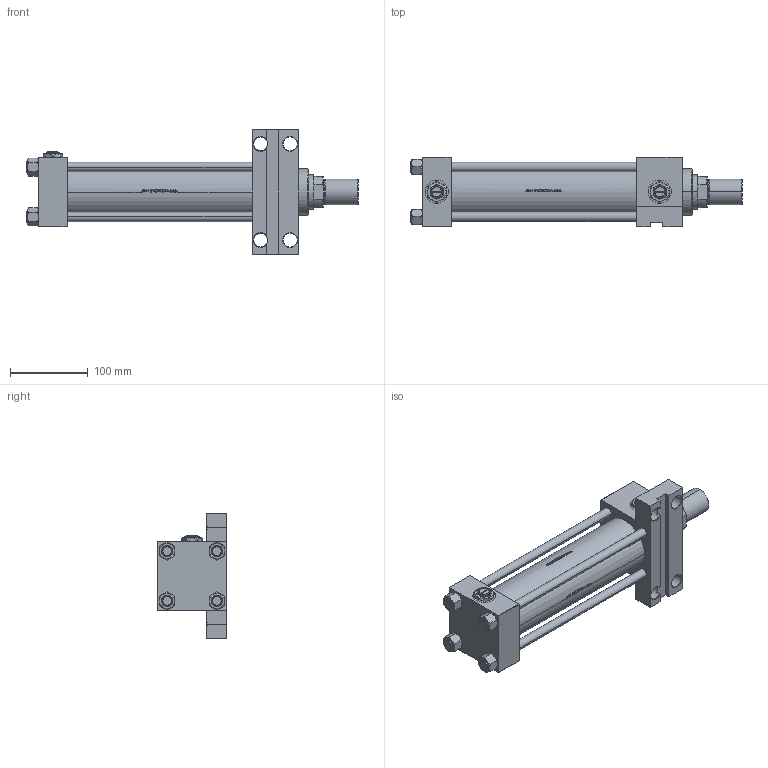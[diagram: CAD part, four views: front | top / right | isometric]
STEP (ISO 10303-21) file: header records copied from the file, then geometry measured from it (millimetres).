
FILE_DESCRIPTION (( 'STEP AP203' ), '1' );
FILE_NAME ('0258.STEP', '2022-04-16T02:55:36', ( '' ), ( '' ), 'SwSTEP 2.0', 'SolidWorks 2019', '' );
FILE_SCHEMA (( 'CONFIG_CONTROL_DESIGN' ));
Length unit declared in the file: millimetre
Products named in the file (8): V215CR_F_Body d67936ffbe173dbe2d47adb76bac19f5; V215CR_VCP_F d67936ffbe173dbe2d47adb76bac19f5; NUT_M5_F d67936ffbe173dbe2d47adb76bac19f5; 0258; ROD_END_AH d67936ffbe173dbe2d47adb76bac19f5; V215CR_F_TYCINKA d67936ffbe173dbe2d47adb76bac19f5; V215_VC_A d67936ffbe173dbe2d47adb76bac19f5; Zatka_pro_OIL_PORT d67936ffbe173dbe2d47adb76bac19f5
Assembly tree (14 placements, depth 2):
  0258
    V215CR_F_Body d67936ffbe173dbe2d47adb76bac19f5
    V215CR_VCP_F d67936ffbe173dbe2d47adb76bac19f5
    V215CR_F_TYCINKA d67936ffbe173dbe2d47adb76bac19f5  x4
    NUT_M5_F d67936ffbe173dbe2d47adb76bac19f5  x4
    V215_VC_A d67936ffbe173dbe2d47adb76bac19f5
    ROD_END_AH d67936ffbe173dbe2d47adb76bac19f5
    Zatka_pro_OIL_PORT d67936ffbe173dbe2d47adb76bac19f5  x2
Bounding box: 428 x 90 x 160 mm (x, y, z)
Volume: 1581257.2 mm3; surface area: 343720.5 mm2
Topology: 14 solids, 14 shells, 1228 faces, 3078 edges, 1966 vertices
Faces by surface type: plane 491, bspline 380, cone 198, cylinder 149, torus 10
Entity records: 50777 total; most frequent: CARTESIAN_POINT 26737, ORIENTED_EDGE 5456, DIRECTION 3508, EDGE_CURVE 2728, VERTEX_POINT 1764, LINE 1380, VECTOR 1380, EDGE_LOOP 1176
